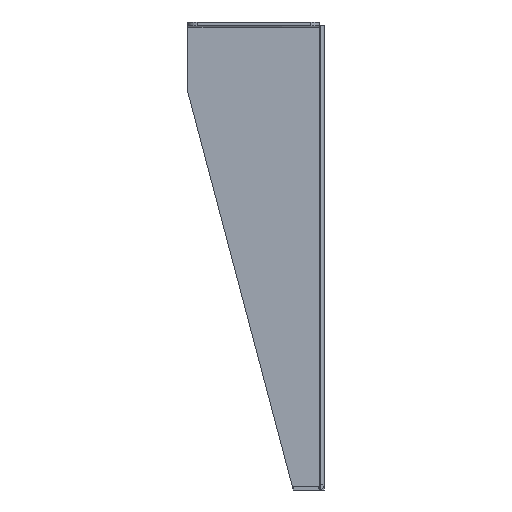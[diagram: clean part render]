
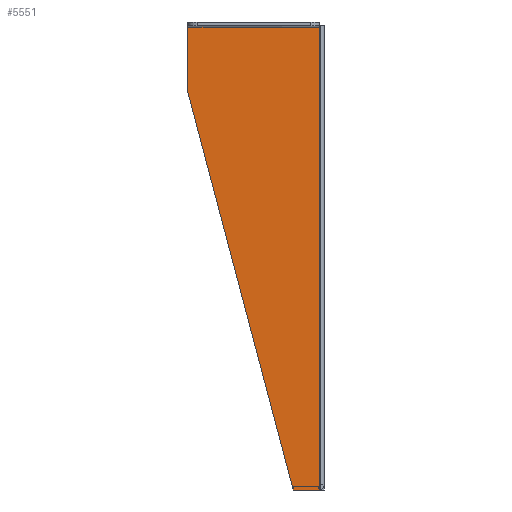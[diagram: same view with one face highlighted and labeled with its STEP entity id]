
A CAD part, left-side view. The second image highlights one B-rep face of the part: STEP entity #5551.
In plain terms, the highlighted planar face has unit normal (-1, 0, 0).
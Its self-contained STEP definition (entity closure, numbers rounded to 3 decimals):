
#10 = EDGE_CURVE ( 'NONE', #1202, #2289, #3394, .T. ) ;
#115 = AXIS2_PLACEMENT_3D ( 'NONE', #4421, #6406, #1480 ) ;
#148 = CARTESIAN_POINT ( 'NONE',  ( -223.5, 44., 74.5 ) ) ;
#335 = ORIENTED_EDGE ( 'NONE', *, *, #1836, .T. ) ;
#472 = PLANE ( 'NONE',  #115 ) ;
#757 = CARTESIAN_POINT ( 'NONE',  ( -223.5, 1.4, 74.5 ) ) ;
#800 = LINE ( 'NONE', #2777, #5717 ) ;
#918 = VERTEX_POINT ( 'NONE', #2500 ) ;
#935 = CARTESIAN_POINT ( 'NONE',  ( -223.5, 44., 74.5 ) ) ;
#991 = ORIENTED_EDGE ( 'NONE', *, *, #1551, .T. ) ;
#1026 = DIRECTION ( 'NONE',  ( 0., 0., 1. ) ) ;
#1064 = CARTESIAN_POINT ( 'NONE',  ( -223.5, 1.4, -75. ) ) ;
#1202 = VERTEX_POINT ( 'NONE', #3181 ) ;
#1333 = EDGE_CURVE ( 'NONE', #1381, #918, #800, .T. ) ;
#1381 = VERTEX_POINT ( 'NONE', #2457 ) ;
#1480 = DIRECTION ( 'NONE',  ( 0., 0., 1. ) ) ;
#1551 = EDGE_CURVE ( 'NONE', #2289, #1381, #3200, .T. ) ;
#1595 = VECTOR ( 'NONE', #1026, 1000. ) ;
#1836 = EDGE_CURVE ( 'NONE', #918, #3773, #5888, .T. ) ;
#2213 = DIRECTION ( 'NONE',  ( 0., -1., 0. ) ) ;
#2289 = VERTEX_POINT ( 'NONE', #4547 ) ;
#2457 = CARTESIAN_POINT ( 'NONE',  ( -223.5, 10., -75. ) ) ;
#2500 = CARTESIAN_POINT ( 'NONE',  ( -223.5, 1.4, -75. ) ) ;
#2761 = ORIENTED_EDGE ( 'NONE', *, *, #1333, .T. ) ;
#2777 = CARTESIAN_POINT ( 'NONE',  ( -223.5, 10., -75. ) ) ;
#2912 = DIRECTION ( 'NONE',  ( 0., 0., -1. ) ) ;
#2940 = FACE_OUTER_BOUND ( 'NONE', #3451, .T. ) ;
#3181 = CARTESIAN_POINT ( 'NONE',  ( -223.5, 44., 74.5 ) ) ;
#3200 = LINE ( 'NONE', #5173, #4695 ) ;
#3394 = LINE ( 'NONE', #935, #4492 ) ;
#3451 = EDGE_LOOP ( 'NONE', ( #2761, #335, #5097, #6124, #991 ) ) ;
#3736 = VECTOR ( 'NONE', #2213, 1000. ) ;
#3773 = VERTEX_POINT ( 'NONE', #757 ) ;
#3856 = DIRECTION ( 'NONE',  ( 0., -1., 0. ) ) ;
#4421 = CARTESIAN_POINT ( 'NONE',  ( -223.5, 44., -75. ) ) ;
#4492 = VECTOR ( 'NONE', #2912, 1000. ) ;
#4547 = CARTESIAN_POINT ( 'NONE',  ( -223.5, 44., 53.4 ) ) ;
#4647 = LINE ( 'NONE', #148, #3736 ) ;
#4662 = DIRECTION ( 'NONE',  ( 0., -0.256, -0.967 ) ) ;
#4695 = VECTOR ( 'NONE', #4662, 1000. ) ;
#5097 = ORIENTED_EDGE ( 'NONE', *, *, #6030, .F. ) ;
#5173 = CARTESIAN_POINT ( 'NONE',  ( -223.5, 44., 53.4 ) ) ;
#5551 = ADVANCED_FACE ( 'NONE', ( #2940 ), #472, .T. ) ;
#5717 = VECTOR ( 'NONE', #3856, 1000. ) ;
#5888 = LINE ( 'NONE', #1064, #1595 ) ;
#6030 = EDGE_CURVE ( 'NONE', #1202, #3773, #4647, .T. ) ;
#6124 = ORIENTED_EDGE ( 'NONE', *, *, #10, .T. ) ;
#6406 = DIRECTION ( 'NONE',  ( -1., 0., 0. ) ) ;
